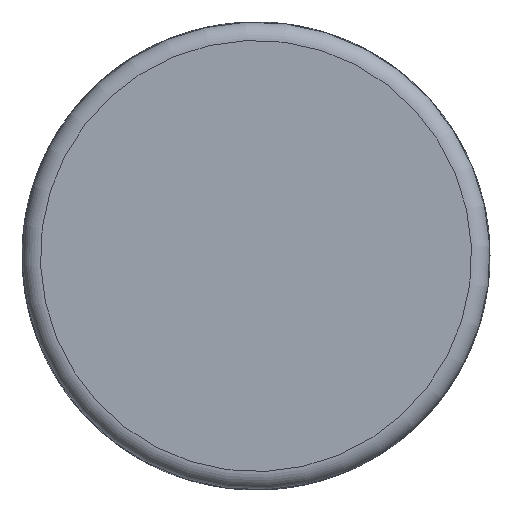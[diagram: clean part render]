
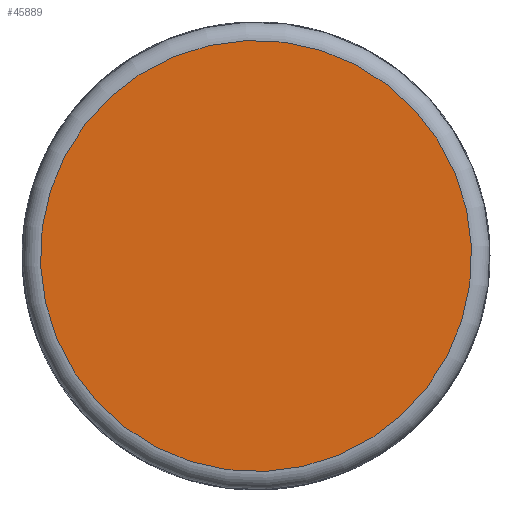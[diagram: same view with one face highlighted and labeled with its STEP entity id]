
A CAD part, left-side view. The second image highlights one B-rep face of the part: STEP entity #45889.
In plain terms, the highlighted planar face has unit normal (-1, 0, 0).
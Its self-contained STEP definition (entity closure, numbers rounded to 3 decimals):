
#45873=CARTESIAN_POINT('',(-2.3,1.422,-10.845));
#45874=DIRECTION('',(-1.0,0.0,0.0));
#45875=DIRECTION('',(0.0,0.992,0.13));
#45876=AXIS2_PLACEMENT_3D('',#45873,#45874,#45875);
#45877=PLANE('',#45876);
#45878=CARTESIAN_POINT('',(-2.3,1.528,-11.65));
#45879=VERTEX_POINT('',#45878);
#45880=CARTESIAN_POINT('',(-2.3,0.,0.));
#45881=DIRECTION('',(1.0,0.,0.));
#45882=DIRECTION('',(0.,-0.13,0.992));
#45883=AXIS2_PLACEMENT_3D('',#45880,#45881,#45882);
#45884=CIRCLE('',#45883,11.75);
#45885=EDGE_CURVE('',#45879,#45879,#45884,.T.);
#45886=ORIENTED_EDGE('',*,*,#45885,.F.);
#45887=EDGE_LOOP('',(#45886));
#45888=FACE_OUTER_BOUND('',#45887,.T.);
#45889=ADVANCED_FACE('',(#45888),#45877,.T.);
